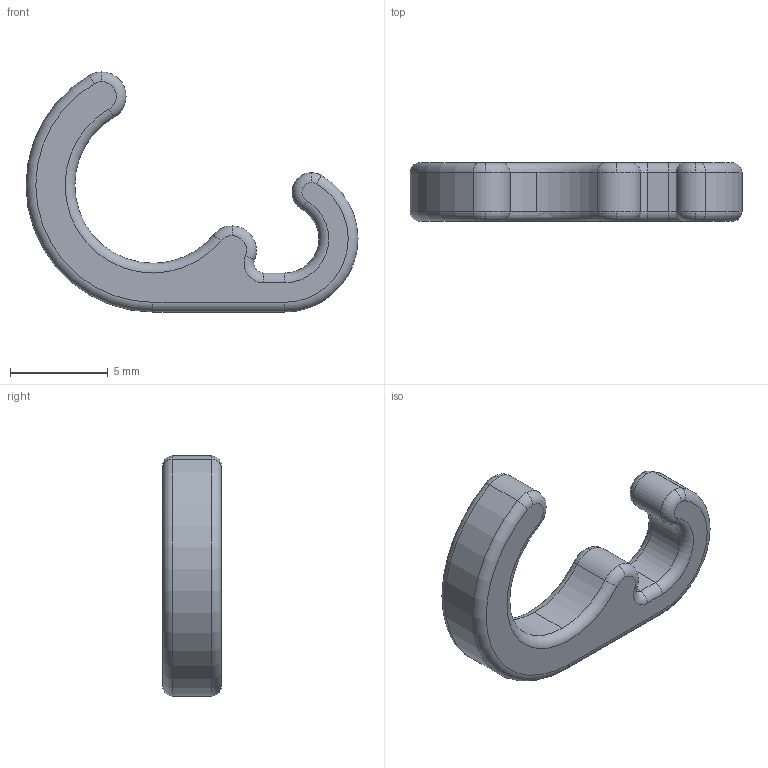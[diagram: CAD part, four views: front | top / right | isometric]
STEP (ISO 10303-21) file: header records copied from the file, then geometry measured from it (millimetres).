
FILE_DESCRIPTION (( 'STEP AP214' ), '1' );
FILE_NAME ('tensioner_mount.STEP', '2019-07-22T13:52:01', ( '' ), ( '' ), 'SwSTEP 2.0', 'SolidWorks 2015', '' );
FILE_SCHEMA (( 'AUTOMOTIVE_DESIGN' ));
Length unit declared in the file: millimetre
Products named in the file (1): tensioner_mount
Bounding box: 17 x 3 x 12.3 mm (x, y, z)
Volume: 215.2 mm3; surface area: 314.5 mm2
Topology: 1 solids, 1 shells, 39 faces, 91 edges, 54 vertices
Faces by surface type: torus 22, cylinder 13, plane 4
Entity records: 1171 total; most frequent: DIRECTION 243, CARTESIAN_POINT 185, ORIENTED_EDGE 182, AXIS2_PLACEMENT_3D 112, EDGE_CURVE 91, CIRCLE 72, VERTEX_POINT 54, FACE_OUTER_BOUND 39
